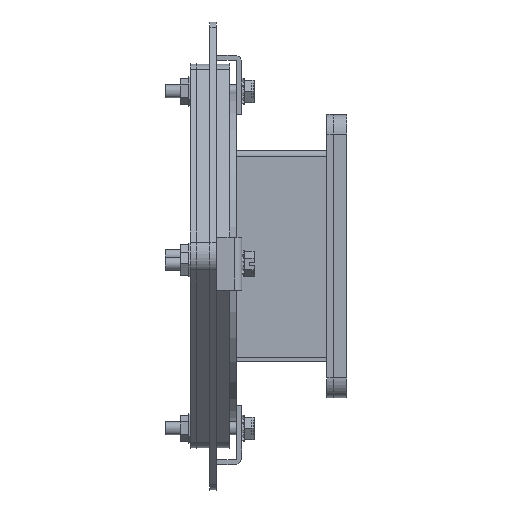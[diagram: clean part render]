
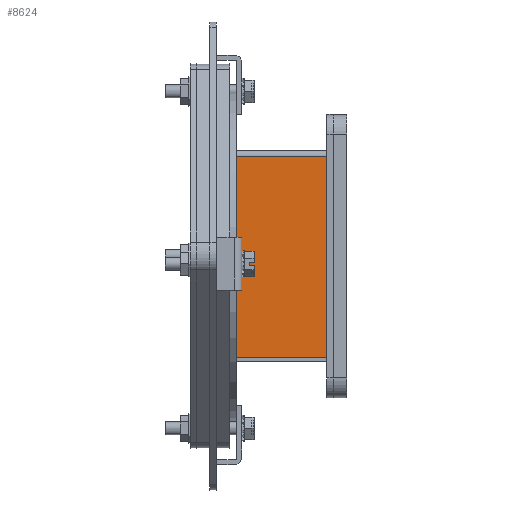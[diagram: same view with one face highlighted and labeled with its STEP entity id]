
A CAD part, left-side view. The second image highlights one B-rep face of the part: STEP entity #8624.
In plain terms, the highlighted planar face has unit normal (-1, 0, 0).
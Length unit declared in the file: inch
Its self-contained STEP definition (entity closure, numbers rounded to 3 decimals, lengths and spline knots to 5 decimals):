
#285 = FACE_OUTER_BOUND ( 'NONE', #16809, .T. ) ;
#525 = VERTEX_POINT ( 'NONE', #11176 ) ;
#1241 = LINE ( 'NONE', #16218, #4296 ) ;
#1341 = VECTOR ( 'NONE', #1426, 39.37008 ) ;
#1426 = DIRECTION ( 'NONE',  ( 0., 0., -1. ) ) ;
#2171 = PLANE ( 'NONE',  #2607 ) ;
#2607 = AXIS2_PLACEMENT_3D ( 'NONE', #16401, #19899, #6750 ) ;
#2805 = EDGE_CURVE ( 'NONE', #4914, #18920, #11362, .T. ) ;
#3268 = DIRECTION ( 'NONE',  ( 0., 1., 0. ) ) ;
#4296 = VECTOR ( 'NONE', #4865, 39.37008 ) ;
#4595 = CARTESIAN_POINT ( 'NONE',  ( -2., 0.859, -2. ) ) ;
#4865 = DIRECTION ( 'NONE',  ( 0., -1., 0. ) ) ;
#4914 = VERTEX_POINT ( 'NONE', #7531 ) ;
#5673 = ORIENTED_EDGE ( 'NONE', *, *, #13328, .F. ) ;
#6316 = LINE ( 'NONE', #12379, #1341 ) ;
#6750 = DIRECTION ( 'NONE',  ( 0., 0., -1. ) ) ;
#7531 = CARTESIAN_POINT ( 'NONE',  ( -2., -0.859, -1.927 ) ) ;
#8624 = ADVANCED_FACE ( 'NONE', ( #285 ), #2171, .F. ) ;
#9254 = VECTOR ( 'NONE', #15960, 39.37008 ) ;
#9983 = ORIENTED_EDGE ( 'NONE', *, *, #2805, .F. ) ;
#11176 = CARTESIAN_POINT ( 'NONE',  ( -2., 0.859, 1.892 ) ) ;
#11362 = LINE ( 'NONE', #18032, #16867 ) ;
#12026 = ORIENTED_EDGE ( 'NONE', *, *, #15336, .T. ) ;
#12379 = CARTESIAN_POINT ( 'NONE',  ( -2., -0.859, 2. ) ) ;
#12676 = VERTEX_POINT ( 'NONE', #13706 ) ;
#13328 = EDGE_CURVE ( 'NONE', #525, #12676, #1241, .T. ) ;
#13706 = CARTESIAN_POINT ( 'NONE',  ( -2., -0.859, 1.892 ) ) ;
#15123 = ORIENTED_EDGE ( 'NONE', *, *, #18845, .F. ) ;
#15336 = EDGE_CURVE ( 'NONE', #525, #18920, #20730, .T. ) ;
#15960 = DIRECTION ( 'NONE',  ( 0., 0., -1. ) ) ;
#16218 = CARTESIAN_POINT ( 'NONE',  ( -2., -0.859, 1.892 ) ) ;
#16401 = CARTESIAN_POINT ( 'NONE',  ( -2., -0.859, 2. ) ) ;
#16809 = EDGE_LOOP ( 'NONE', ( #9983, #15123, #5673, #12026 ) ) ;
#16867 = VECTOR ( 'NONE', #3268, 39.37008 ) ;
#18032 = CARTESIAN_POINT ( 'NONE',  ( -2., -0.859, -1.927 ) ) ;
#18845 = EDGE_CURVE ( 'NONE', #12676, #4914, #6316, .T. ) ;
#18920 = VERTEX_POINT ( 'NONE', #20437 ) ;
#19899 = DIRECTION ( 'NONE',  ( 1., 0., 0. ) ) ;
#20437 = CARTESIAN_POINT ( 'NONE',  ( -2., 0.859, -1.927 ) ) ;
#20730 = LINE ( 'NONE', #4595, #9254 ) ;
